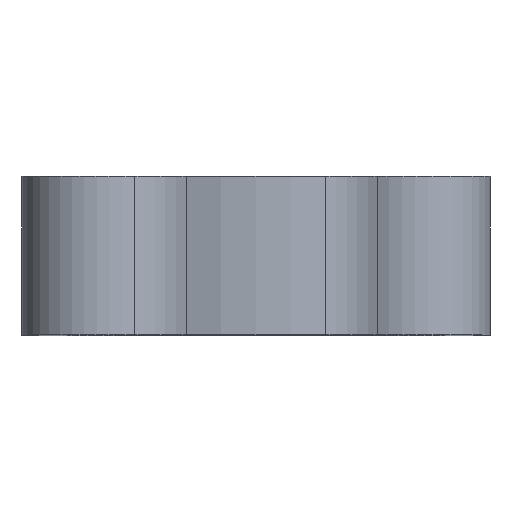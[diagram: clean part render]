
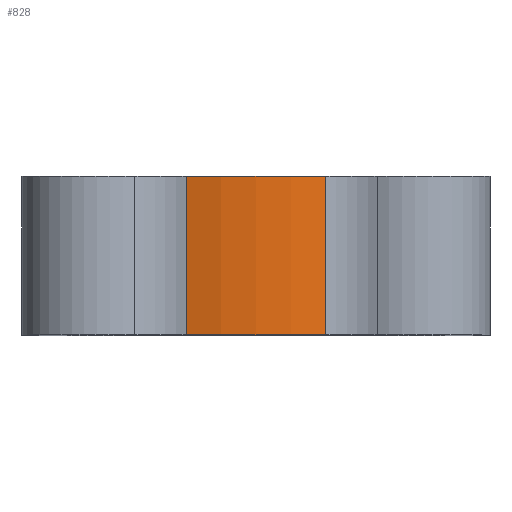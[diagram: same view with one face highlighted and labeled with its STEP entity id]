
A CAD part, top view. The second image highlights one B-rep face of the part: STEP entity #828.
In plain terms, the highlighted cylindrical face has radius 10.16 mm (diameter 20.32 mm), a partial arc.
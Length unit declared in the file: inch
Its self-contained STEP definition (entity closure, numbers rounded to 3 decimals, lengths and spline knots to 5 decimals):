
#35 = CIRCLE ( 'NONE', #646, 0.4 ) ;
#52 = DIRECTION ( 'NONE',  ( 0., -1., 0. ) ) ;
#57 = CARTESIAN_POINT ( 'NONE',  ( -0.12095, 0.375, 0.38128 ) ) ;
#81 = CARTESIAN_POINT ( 'NONE',  ( 0.12095, 0.1, 0.38128 ) ) ;
#119 = CARTESIAN_POINT ( 'NONE',  ( 0., 0.375, 0. ) ) ;
#139 = CARTESIAN_POINT ( 'NONE',  ( 0.12095, 0.375, 0.38128 ) ) ;
#149 = ORIENTED_EDGE ( 'NONE', *, *, #1258, .F. ) ;
#241 = DIRECTION ( 'NONE',  ( 0., 0., 1. ) ) ;
#277 = EDGE_LOOP ( 'NONE', ( #149, #695, #1271, #425 ) ) ;
#279 = CIRCLE ( 'NONE', #881, 0.4 ) ;
#281 = FACE_OUTER_BOUND ( 'NONE', #277, .T. ) ;
#383 = DIRECTION ( 'NONE',  ( 0., 1., 0. ) ) ;
#390 = DIRECTION ( 'NONE',  ( 0., 1., 0. ) ) ;
#425 = ORIENTED_EDGE ( 'NONE', *, *, #1423, .T. ) ;
#501 = DIRECTION ( 'NONE',  ( 0., -1., 0. ) ) ;
#506 = CARTESIAN_POINT ( 'NONE',  ( 0., 0.375, 0. ) ) ;
#512 = DIRECTION ( 'NONE',  ( 0., 0., -1. ) ) ;
#532 = VECTOR ( 'NONE', #390, 39.37008 ) ;
#613 = LINE ( 'NONE', #139, #532 ) ;
#646 = AXIS2_PLACEMENT_3D ( 'NONE', #119, #962, #241 ) ;
#690 = VERTEX_POINT ( 'NONE', #763 ) ;
#695 = ORIENTED_EDGE ( 'NONE', *, *, #1095, .T. ) ;
#763 = CARTESIAN_POINT ( 'NONE',  ( 0.12095, 0.375, 0.38128 ) ) ;
#828 = ADVANCED_FACE ( 'NONE', ( #281 ), #887, .T. ) ;
#872 = LINE ( 'NONE', #57, #1126 ) ;
#874 = CARTESIAN_POINT ( 'NONE',  ( -0.12095, 0.1, 0.38128 ) ) ;
#881 = AXIS2_PLACEMENT_3D ( 'NONE', #1076, #383, #1187 ) ;
#887 = CYLINDRICAL_SURFACE ( 'NONE', #1080, 0.4 ) ;
#962 = DIRECTION ( 'NONE',  ( 0., 1., 0. ) ) ;
#1076 = CARTESIAN_POINT ( 'NONE',  ( 0., 0.1, 0. ) ) ;
#1080 = AXIS2_PLACEMENT_3D ( 'NONE', #506, #501, #512 ) ;
#1086 = VERTEX_POINT ( 'NONE', #81 ) ;
#1091 = CARTESIAN_POINT ( 'NONE',  ( -0.12095, 0.375, 0.38128 ) ) ;
#1095 = EDGE_CURVE ( 'NONE', #1494, #1480, #872, .T. ) ;
#1126 = VECTOR ( 'NONE', #52, 39.37008 ) ;
#1187 = DIRECTION ( 'NONE',  ( 0., 0., 1. ) ) ;
#1258 = EDGE_CURVE ( 'NONE', #1494, #690, #35, .T. ) ;
#1271 = ORIENTED_EDGE ( 'NONE', *, *, #1370, .T. ) ;
#1370 = EDGE_CURVE ( 'NONE', #1480, #1086, #279, .T. ) ;
#1423 = EDGE_CURVE ( 'NONE', #1086, #690, #613, .T. ) ;
#1480 = VERTEX_POINT ( 'NONE', #874 ) ;
#1494 = VERTEX_POINT ( 'NONE', #1091 ) ;
